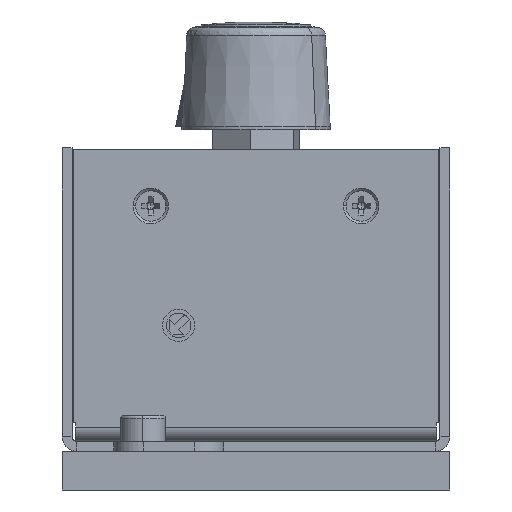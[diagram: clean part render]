
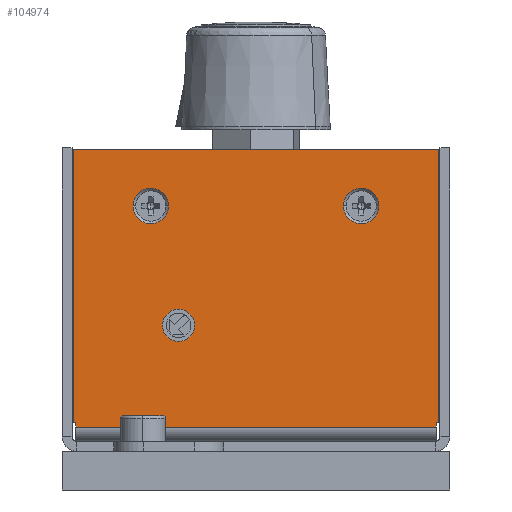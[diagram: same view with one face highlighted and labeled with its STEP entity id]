
A CAD part, left-side view. The second image highlights one B-rep face of the part: STEP entity #104974.
In plain terms, the highlighted planar face has unit normal (-1, 0, 0).
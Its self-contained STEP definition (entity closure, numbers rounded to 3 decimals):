
#8042 = CIRCLE ( 'NONE', #54688, 2.75 ) ;
#9164 = ORIENTED_EDGE ( 'NONE', *, *, #89757, .F. ) ;
#10101 = EDGE_CURVE ( 'NONE', #110937, #90472, #55690, .T. ) ;
#11357 = DIRECTION ( 'NONE',  ( 0., 1., 0. ) ) ;
#14216 = EDGE_LOOP ( 'NONE', ( #128291, #102284 ) ) ;
#14564 = CARTESIAN_POINT ( 'NONE',  ( -30., 28.3, 46.8 ) ) ;
#14613 = DIRECTION ( 'NONE',  ( 0., 0., -1. ) ) ;
#15571 = EDGE_CURVE ( 'NONE', #86109, #162845, #164215, .T. ) ;
#15793 = ORIENTED_EDGE ( 'NONE', *, *, #28508, .F. ) ;
#15952 = DIRECTION ( 'NONE',  ( -1., 0., 0. ) ) ;
#16823 = CARTESIAN_POINT ( 'NONE',  ( -30., 27.9, 3.737 ) ) ;
#17766 = ORIENTED_EDGE ( 'NONE', *, *, #140493, .F. ) ;
#20213 = VECTOR ( 'NONE', #31699, 1000. ) ;
#20283 = VERTEX_POINT ( 'NONE', #26550 ) ;
#23244 = DIRECTION ( 'NONE',  ( 0., 0., -1. ) ) ;
#24917 = AXIS2_PLACEMENT_3D ( 'NONE', #121678, #42265, #135078 ) ;
#26550 = CARTESIAN_POINT ( 'NONE',  ( -30., 28.3, 4.5 ) ) ;
#28241 = CARTESIAN_POINT ( 'NONE',  ( -30., 19.05, 38. ) ) ;
#28508 = EDGE_CURVE ( 'NONE', #90472, #20283, #158768, .T. ) ;
#28663 = EDGE_CURVE ( 'NONE', #89987, #153913, #50644, .T. ) ;
#30403 = CIRCLE ( 'NONE', #137734, 2.75 ) ;
#30591 = CARTESIAN_POINT ( 'NONE',  ( -30., -28.3, 46.8 ) ) ;
#30686 = EDGE_CURVE ( 'NONE', #79650, #108778, #132527, .T. ) ;
#30924 = CARTESIAN_POINT ( 'NONE',  ( -30., 27.9, 4.5 ) ) ;
#31434 = ORIENTED_EDGE ( 'NONE', *, *, #30686, .F. ) ;
#31699 = DIRECTION ( 'NONE',  ( 0., 0., 1. ) ) ;
#33130 = DIRECTION ( 'NONE',  ( -1., 0., 0. ) ) ;
#33420 = ORIENTED_EDGE ( 'NONE', *, *, #71359, .F. ) ;
#34504 = LINE ( 'NONE', #14564, #69838 ) ;
#35357 = CARTESIAN_POINT ( 'NONE',  ( -30., -13.55, 38. ) ) ;
#37437 = LINE ( 'NONE', #106589, #103930 ) ;
#39077 = EDGE_CURVE ( 'NONE', #44311, #131799, #34504, .T. ) ;
#39565 = VECTOR ( 'NONE', #59437, 1000. ) ;
#40231 = ORIENTED_EDGE ( 'NONE', *, *, #137293, .T. ) ;
#41710 = ORIENTED_EDGE ( 'NONE', *, *, #153896, .F. ) ;
#42265 = DIRECTION ( 'NONE',  ( -1., 0., 0. ) ) ;
#44066 = CARTESIAN_POINT ( 'NONE',  ( -30., 16.3, 38. ) ) ;
#44279 = CARTESIAN_POINT ( 'NONE',  ( -30., 16.3, 38. ) ) ;
#44311 = VERTEX_POINT ( 'NONE', #49542 ) ;
#46149 = CARTESIAN_POINT ( 'NONE',  ( -30., -27.9, 4.5 ) ) ;
#49542 = CARTESIAN_POINT ( 'NONE',  ( -30., 28.3, 46.8 ) ) ;
#49575 = EDGE_LOOP ( 'NONE', ( #31434, #33420 ) ) ;
#50644 = CIRCLE ( 'NONE', #24917, 2.5 ) ;
#52804 = ORIENTED_EDGE ( 'NONE', *, *, #15571, .F. ) ;
#54688 = AXIS2_PLACEMENT_3D ( 'NONE', #44066, #136856, #57390 ) ;
#55690 = LINE ( 'NONE', #150760, #20213 ) ;
#56410 = EDGE_CURVE ( 'NONE', #162845, #136867, #164682, .T. ) ;
#57014 = VECTOR ( 'NONE', #11357, 1000. ) ;
#57390 = DIRECTION ( 'NONE',  ( 0., 1., 0. ) ) ;
#57608 = DIRECTION ( 'NONE',  ( 0., 1., 0. ) ) ;
#58928 = CARTESIAN_POINT ( 'NONE',  ( -30., 14.5, 19.5 ) ) ;
#59437 = DIRECTION ( 'NONE',  ( 0., 1., 0. ) ) ;
#59788 = LINE ( 'NONE', #16823, #161622 ) ;
#61121 = DIRECTION ( 'NONE',  ( -1., 0., 0. ) ) ;
#66043 = VECTOR ( 'NONE', #14613, 1000. ) ;
#69838 = VECTOR ( 'NONE', #94805, 1000. ) ;
#70211 = LINE ( 'NONE', #120912, #66043 ) ;
#71031 = EDGE_LOOP ( 'NONE', ( #97889, #40231, #134703, #52804, #17766, #151200, #9164, #15793 ) ) ;
#71359 = EDGE_CURVE ( 'NONE', #108778, #79650, #112008, .T. ) ;
#72004 = CARTESIAN_POINT ( 'NONE',  ( -30., -28.3, 4.5 ) ) ;
#79213 = CARTESIAN_POINT ( 'NONE',  ( -30., -16.3, 38. ) ) ;
#79650 = VERTEX_POINT ( 'NONE', #35357 ) ;
#82562 = CARTESIAN_POINT ( 'NONE',  ( -30., 27.9, 3.737 ) ) ;
#83456 = FACE_BOUND ( 'NONE', #14216, .T. ) ;
#86109 = VERTEX_POINT ( 'NONE', #72004 ) ;
#86516 = VERTEX_POINT ( 'NONE', #28241 ) ;
#87598 = FACE_BOUND ( 'NONE', #49575, .T. ) ;
#89757 = EDGE_CURVE ( 'NONE', #20283, #44311, #37437, .T. ) ;
#89987 = VERTEX_POINT ( 'NONE', #58928 ) ;
#90472 = VERTEX_POINT ( 'NONE', #30924 ) ;
#92588 = DIRECTION ( 'NONE',  ( 0., 1., 0. ) ) ;
#93259 = DIRECTION ( 'NONE',  ( 0., 0., 1. ) ) ;
#94805 = DIRECTION ( 'NONE',  ( 0., -1., 0. ) ) ;
#95640 = CARTESIAN_POINT ( 'NONE',  ( -30., 28.3, 4.5 ) ) ;
#96508 = DIRECTION ( 'NONE',  ( 0., -1., 0. ) ) ;
#97089 = AXIS2_PLACEMENT_3D ( 'NONE', #95640, #15952, #108948 ) ;
#97889 = ORIENTED_EDGE ( 'NONE', *, *, #10101, .F. ) ;
#98918 = EDGE_CURVE ( 'NONE', #86516, #121899, #8042, .T. ) ;
#100869 = AXIS2_PLACEMENT_3D ( 'NONE', #140603, #61121, #153968 ) ;
#102284 = ORIENTED_EDGE ( 'NONE', *, *, #163504, .F. ) ;
#102897 = CARTESIAN_POINT ( 'NONE',  ( -30., -27.9, 4.5 ) ) ;
#103930 = VECTOR ( 'NONE', #93259, 1000. ) ;
#104974 = ADVANCED_FACE ( 'NONE', ( #83456, #154084, #87598, #118701 ), #161292, .T. ) ;
#105680 = AXIS2_PLACEMENT_3D ( 'NONE', #79213, #172224, #92588 ) ;
#106589 = CARTESIAN_POINT ( 'NONE',  ( -30., 28.3, 46.8 ) ) ;
#108778 = VERTEX_POINT ( 'NONE', #126174 ) ;
#108948 = DIRECTION ( 'NONE',  ( 0., 1., 0. ) ) ;
#110548 = CARTESIAN_POINT ( 'NONE',  ( -30., -27.9, 3.737 ) ) ;
#110937 = VERTEX_POINT ( 'NONE', #82562 ) ;
#112008 = CIRCLE ( 'NONE', #100869, 2.75 ) ;
#112653 = CARTESIAN_POINT ( 'NONE',  ( -30., 12., 19.5 ) ) ;
#118701 = FACE_OUTER_BOUND ( 'NONE', #71031, .T. ) ;
#119609 = AXIS2_PLACEMENT_3D ( 'NONE', #112653, #33130, #125990 ) ;
#120912 = CARTESIAN_POINT ( 'NONE',  ( -30., -28.3, 46.8 ) ) ;
#121678 = CARTESIAN_POINT ( 'NONE',  ( -30., 12., 19.5 ) ) ;
#121899 = VERTEX_POINT ( 'NONE', #164662 ) ;
#123686 = CARTESIAN_POINT ( 'NONE',  ( -30., 9.5, 19.5 ) ) ;
#125990 = DIRECTION ( 'NONE',  ( 0., 1., 0. ) ) ;
#126174 = CARTESIAN_POINT ( 'NONE',  ( -30., -19.05, 38. ) ) ;
#128291 = ORIENTED_EDGE ( 'NONE', *, *, #28663, .F. ) ;
#129222 = VECTOR ( 'NONE', #23244, 1000. ) ;
#131799 = VERTEX_POINT ( 'NONE', #30591 ) ;
#132527 = CIRCLE ( 'NONE', #105680, 2.75 ) ;
#134703 = ORIENTED_EDGE ( 'NONE', *, *, #56410, .F. ) ;
#134808 = ORIENTED_EDGE ( 'NONE', *, *, #98918, .F. ) ;
#135078 = DIRECTION ( 'NONE',  ( 0., 1., 0. ) ) ;
#136856 = DIRECTION ( 'NONE',  ( -1., 0., 0. ) ) ;
#136867 = VERTEX_POINT ( 'NONE', #110548 ) ;
#137072 = DIRECTION ( 'NONE',  ( -1., 0., 0. ) ) ;
#137293 = EDGE_CURVE ( 'NONE', #110937, #136867, #59788, .T. ) ;
#137734 = AXIS2_PLACEMENT_3D ( 'NONE', #44279, #137072, #57608 ) ;
#140493 = EDGE_CURVE ( 'NONE', #131799, #86109, #70211, .T. ) ;
#140603 = CARTESIAN_POINT ( 'NONE',  ( -30., -16.3, 38. ) ) ;
#150760 = CARTESIAN_POINT ( 'NONE',  ( -30., 27.9, 4.5 ) ) ;
#151200 = ORIENTED_EDGE ( 'NONE', *, *, #39077, .F. ) ;
#153684 = EDGE_LOOP ( 'NONE', ( #134808, #41710 ) ) ;
#153896 = EDGE_CURVE ( 'NONE', #121899, #86516, #30403, .T. ) ;
#153913 = VERTEX_POINT ( 'NONE', #123686 ) ;
#153968 = DIRECTION ( 'NONE',  ( 0., 1., 0. ) ) ;
#154084 = FACE_BOUND ( 'NONE', #153684, .T. ) ;
#157206 = CARTESIAN_POINT ( 'NONE',  ( -30., 28.3, 4.5 ) ) ;
#158768 = LINE ( 'NONE', #157206, #57014 ) ;
#161292 = PLANE ( 'NONE',  #97089 ) ;
#161622 = VECTOR ( 'NONE', #96508, 1000. ) ;
#162845 = VERTEX_POINT ( 'NONE', #162935 ) ;
#162935 = CARTESIAN_POINT ( 'NONE',  ( -30., -27.9, 4.5 ) ) ;
#163504 = EDGE_CURVE ( 'NONE', #153913, #89987, #172569, .T. ) ;
#164215 = LINE ( 'NONE', #46149, #39565 ) ;
#164662 = CARTESIAN_POINT ( 'NONE',  ( -30., 13.55, 38. ) ) ;
#164682 = LINE ( 'NONE', #102897, #129222 ) ;
#172224 = DIRECTION ( 'NONE',  ( -1., 0., 0. ) ) ;
#172569 = CIRCLE ( 'NONE', #119609, 2.5 ) ;
